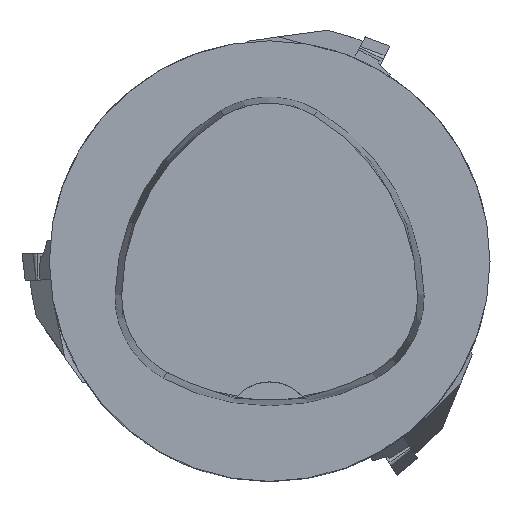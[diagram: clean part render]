
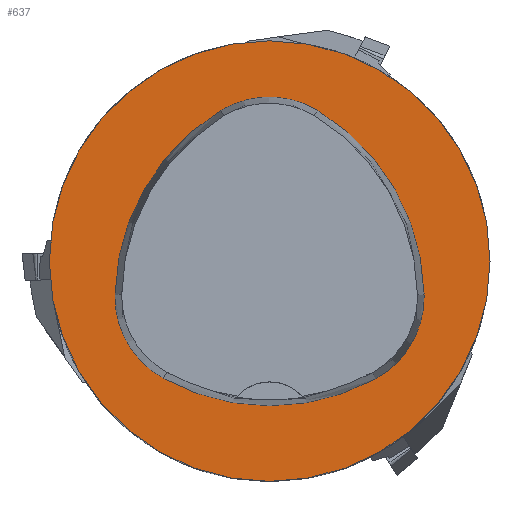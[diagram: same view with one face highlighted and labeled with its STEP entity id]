
A CAD part, top view. The second image highlights one B-rep face of the part: STEP entity #637.
In plain terms, the highlighted planar face has unit normal (0, 0, 1).
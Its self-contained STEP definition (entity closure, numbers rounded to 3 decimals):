
#566=FACE_BOUND('',#904,.T.);
#567=FACE_BOUND('',#905,.T.);
#637=ADVANCED_FACE('',(#566,#567),#723,.T.);
#723=PLANE('',#2184);
#904=EDGE_LOOP('',(#1195,#1196,#1197,#1198,#1199,#1200));
#905=EDGE_LOOP('',(#1201));
#1195=ORIENTED_EDGE('',*,*,#1776,.T.);
#1196=ORIENTED_EDGE('',*,*,#1756,.T.);
#1197=ORIENTED_EDGE('',*,*,#1760,.T.);
#1198=ORIENTED_EDGE('',*,*,#1763,.T.);
#1199=ORIENTED_EDGE('',*,*,#1766,.T.);
#1200=ORIENTED_EDGE('',*,*,#1774,.T.);
#1201=ORIENTED_EDGE('',*,*,#1779,.F.);
#1554=VERTEX_POINT('',#3113);
#1555=VERTEX_POINT('',#3114);
#1558=VERTEX_POINT('',#3122);
#1560=VERTEX_POINT('',#3128);
#1562=VERTEX_POINT('',#3134);
#1569=VERTEX_POINT('',#3155);
#1570=VERTEX_POINT('',#3165);
#1756=EDGE_CURVE('',#1554,#1555,#1938,.T.);
#1760=EDGE_CURVE('',#1555,#1558,#1940,.T.);
#1763=EDGE_CURVE('',#1558,#1560,#1942,.T.);
#1766=EDGE_CURVE('',#1560,#1562,#1944,.T.);
#1774=EDGE_CURVE('',#1562,#1569,#1948,.T.);
#1776=EDGE_CURVE('',#1569,#1554,#1950,.T.);
#1779=EDGE_CURVE('',#1570,#1570,#1953,.T.);
#1938=CIRCLE('',#2161,20.);
#1940=CIRCLE('',#2164,8.5);
#1942=CIRCLE('',#2167,20.);
#1944=CIRCLE('',#2170,8.5);
#1948=CIRCLE('',#2175,20.);
#1950=CIRCLE('',#2178,8.5);
#1953=CIRCLE('',#2183,20.);
#2161=AXIS2_PLACEMENT_3D('',#3112,#2483,#2484);
#2164=AXIS2_PLACEMENT_3D('',#3121,#2491,#2492);
#2167=AXIS2_PLACEMENT_3D('',#3127,#2498,#2499);
#2170=AXIS2_PLACEMENT_3D('',#3133,#2505,#2506);
#2175=AXIS2_PLACEMENT_3D('',#3156,#2517,#2518);
#2178=AXIS2_PLACEMENT_3D('',#3159,#2523,#2524);
#2183=AXIS2_PLACEMENT_3D('',#3164,#2533,#2534);
#2184=AXIS2_PLACEMENT_3D('',#3166,#2535,#2536);
#2483=DIRECTION('',(0.,0.,-1.));
#2484=DIRECTION('',(-1.,0.,0.));
#2491=DIRECTION('',(0.,0.,-1.));
#2492=DIRECTION('',(-1.,0.,0.));
#2498=DIRECTION('',(0.,0.,-1.));
#2499=DIRECTION('',(-1.,0.,0.));
#2505=DIRECTION('',(0.,0.,-1.));
#2506=DIRECTION('',(-1.,0.,0.));
#2517=DIRECTION('',(0.,0.,-1.));
#2518=DIRECTION('',(-1.,0.,0.));
#2523=DIRECTION('',(0.,0.,-1.));
#2524=DIRECTION('',(-1.,0.,0.));
#2533=DIRECTION('',(0.,0.,-1.));
#2534=DIRECTION('',(-1.,0.,0.));
#2535=DIRECTION('',(0.,0.,1.));
#2536=DIRECTION('',(1.,0.,0.));
#3112=CARTESIAN_POINT('',(5.955,-3.414,0.));
#3113=CARTESIAN_POINT('',(-14.041,-3.042,0.));
#3114=CARTESIAN_POINT('',(-4.472,13.653,0.));
#3121=CARTESIAN_POINT('',(-0.04,6.4,0.));
#3122=CARTESIAN_POINT('',(4.347,13.68,0.));
#3127=CARTESIAN_POINT('',(-5.976,-3.45,0.));
#3128=CARTESIAN_POINT('',(14.021,-3.075,0.));
#3133=CARTESIAN_POINT('',(5.522,-3.235,0.));
#3134=CARTESIAN_POINT('',(9.588,-10.699,0.));
#3155=CARTESIAN_POINT('',(-9.655,-10.639,0.));
#3156=CARTESIAN_POINT('',(0.022,6.864,0.));
#3159=CARTESIAN_POINT('',(-5.543,-3.2,0.));
#3164=CARTESIAN_POINT('',(0.,0.,0.));
#3165=CARTESIAN_POINT('',(-20.,0.,0.));
#3166=CARTESIAN_POINT('',(0.,0.,0.));
